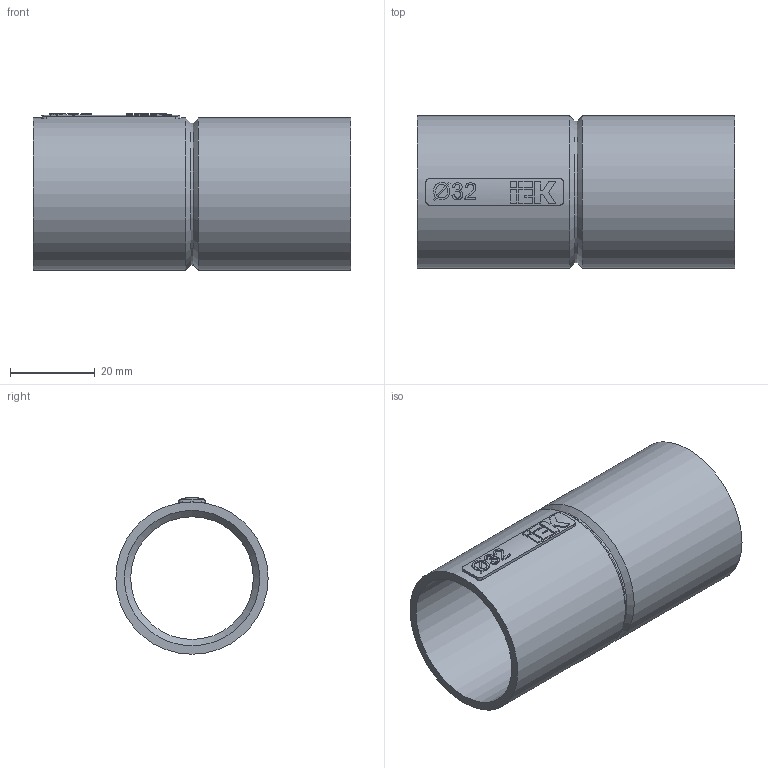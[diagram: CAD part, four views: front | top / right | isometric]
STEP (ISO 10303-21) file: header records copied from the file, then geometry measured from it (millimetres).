
FILE_DESCRIPTION (( 'STEP AP203' ), '1' );
FILE_NAME ('CTA10D-GIG32-K41-005 Ìóôòà òðóáà-òðóáà GI32G IEK (5 øò óïàê).STEP', '2016-04-28T11:47:52', ( '' ), ( '' ), 'SwSTEP 2.0', 'SolidWorks 2014', '' );
FILE_SCHEMA (( 'CONFIG_CONTROL_DESIGN' ));
Length unit declared in the file: millimetre
Products named in the file (1): CTA10D-GIG32-K41-005 Ìóôòà òðóáà-òðóáà GI32G IEK (5 øò óïàê)
Bounding box: 75 x 36 x 37 mm (x, y, z)
Volume: 16399.7 mm3; surface area: 16731.9 mm2
Topology: 1 solids, 1 shells, 113 faces, 295 edges, 194 vertices
Faces by surface type: plane 55, bspline 33, cylinder 21, cone 4
Full cylindrical faces by diameter (mm): 29 x1, 32 x2, 33.557 x1, 36 x2
Entity records: 5067 total; most frequent: CARTESIAN_POINT 2559, ORIENTED_EDGE 564, DIRECTION 384, EDGE_CURVE 282, VERTEX_POINT 192, EDGE_LOOP 136, VECTOR 130, LINE 130
